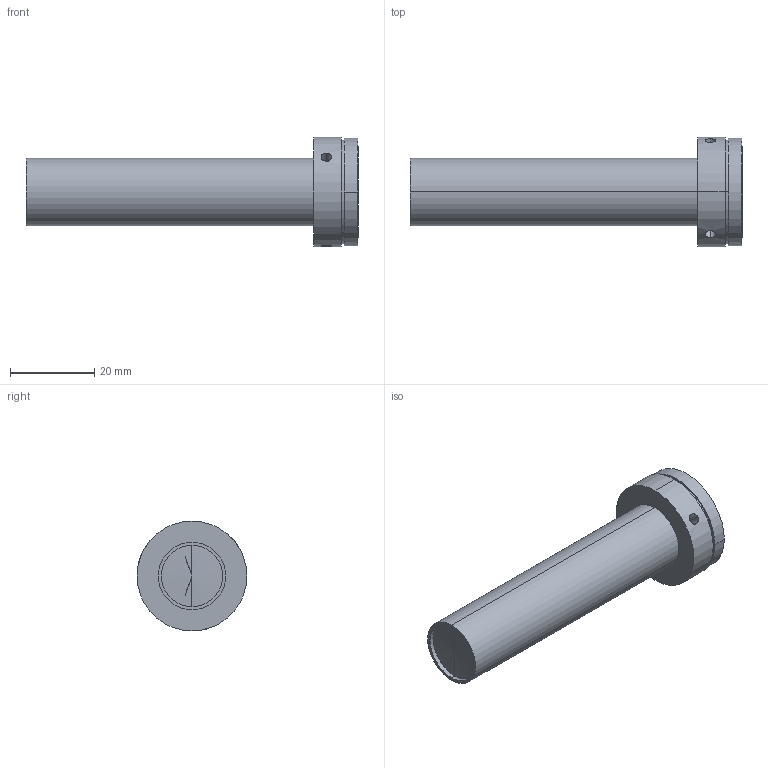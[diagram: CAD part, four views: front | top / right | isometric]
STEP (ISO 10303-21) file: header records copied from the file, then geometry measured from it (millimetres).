
FILE_DESCRIPTION (( 'STEP AP203' ), '1' );
FILE_NAME ('WWL15-65AT.STEP', '2019-12-03T06:33:44', ( 'Windows 蚚誧' ), ( '' ), 'SwSTEP 2.0', 'SolidWorks 2017', '' );
FILE_SCHEMA (( 'CONFIG_CONTROL_DESIGN' ));
Length unit declared in the file: millimetre
Products named in the file (1): WWL15-65AT
Bounding box: 78.59 x 26 x 26 mm (x, y, z)
Volume: 18024.8 mm3; surface area: 5632.9 mm2
Topology: 1 solids, 1 shells, 33 faces, 68 edges, 42 vertices
Faces by surface type: cylinder 16, cone 11, plane 6
Entity records: 1119 total; most frequent: CARTESIAN_POINT 356, DIRECTION 148, ORIENTED_EDGE 128, EDGE_CURVE 64, AXIS2_PLACEMENT_3D 62, EDGE_LOOP 42, VERTEX_POINT 42, FACE_OUTER_BOUND 33
